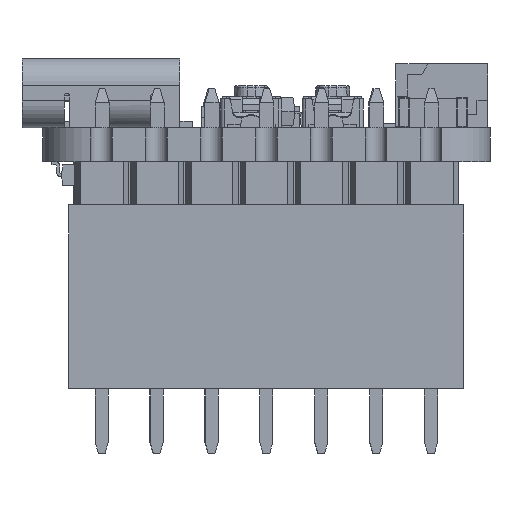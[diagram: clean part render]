
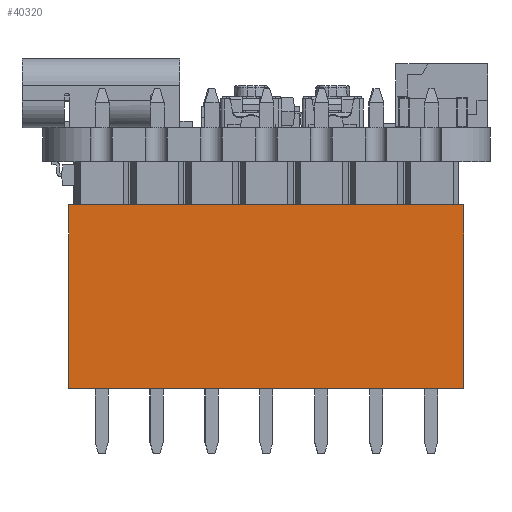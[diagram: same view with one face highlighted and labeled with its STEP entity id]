
A CAD part, left-side view. The second image highlights one B-rep face of the part: STEP entity #40320.
In plain terms, the highlighted face is planar.
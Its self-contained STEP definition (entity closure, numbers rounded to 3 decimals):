
#2942=PLANE('',#43517);
#5086=FACE_OUTER_BOUND('',#7392,.T.);
#7392=EDGE_LOOP('',(#36978,#36979,#36980,#36981));
#12555=LINE('',#66198,#17261);
#12561=LINE('',#66210,#17267);
#12596=LINE('',#66279,#17302);
#12598=LINE('',#66283,#17304);
#17261=VECTOR('',#53396,1000.);
#17267=VECTOR('',#53404,1000.);
#17302=VECTOR('',#53441,1000.);
#17304=VECTOR('',#53447,1000.);
#21032=VERTEX_POINT('',#66195);
#21033=VERTEX_POINT('',#66197);
#21038=VERTEX_POINT('',#66209);
#21071=VERTEX_POINT('',#66277);
#26385=EDGE_CURVE('',#21033,#21032,#12555,.T.);
#26391=EDGE_CURVE('',#21038,#21032,#12561,.T.);
#26426=EDGE_CURVE('',#21071,#21038,#12596,.T.);
#26428=EDGE_CURVE('',#21071,#21033,#12598,.T.);
#36978=ORIENTED_EDGE('',*,*,#26428,.T.);
#36979=ORIENTED_EDGE('',*,*,#26385,.T.);
#36980=ORIENTED_EDGE('',*,*,#26391,.F.);
#36981=ORIENTED_EDGE('',*,*,#26426,.F.);
#40320=ADVANCED_FACE('',(#5086),#2942,.T.);
#43517=AXIS2_PLACEMENT_3D('',#66282,#53445,#53446);
#53396=DIRECTION('',(0.,1.,0.));
#53404=DIRECTION('',(-1.,0.,0.));
#53441=DIRECTION('',(0.,1.,0.));
#53445=DIRECTION('center_axis',(0.,0.,-1.));
#53446=DIRECTION('ref_axis',(-1.,0.,0.));
#53447=DIRECTION('',(-1.,0.,0.));
#66195=CARTESIAN_POINT('',(-9.14,8.5,-1.27));
#66197=CARTESIAN_POINT('',(-9.14,0.,-1.27));
#66198=CARTESIAN_POINT('',(-9.14,0.,-1.27));
#66209=CARTESIAN_POINT('',(9.14,8.5,-1.27));
#66210=CARTESIAN_POINT('',(-9.14,8.5,-1.27));
#66277=CARTESIAN_POINT('',(9.14,0.,-1.27));
#66279=CARTESIAN_POINT('',(9.14,0.,-1.27));
#66282=CARTESIAN_POINT('Origin',(-9.14,0.,-1.27));
#66283=CARTESIAN_POINT('',(-9.14,0.,-1.27));
